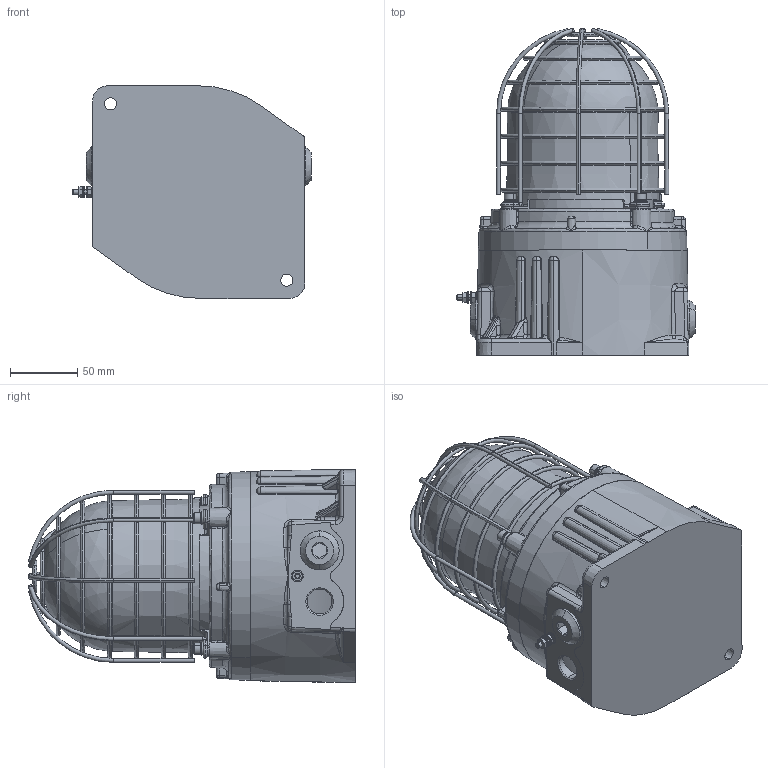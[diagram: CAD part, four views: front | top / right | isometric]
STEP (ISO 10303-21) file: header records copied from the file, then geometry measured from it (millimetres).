
FILE_DESCRIPTION (( 'STEP AP214' ), '1' );
FILE_NAME ('D156-05-001-3D_Issue_1 [GNExB2 for Website].STEP', '2021-12-06T10:17:29', ( '' ), ( '' ), 'SwSTEP 2.0', 'SolidWorks 2021', '' );
FILE_SCHEMA (( 'AUTOMOTIVE_DESIGN' ));
Length unit declared in the file: millimetre
Products named in the file (1): D156-05-001-3D_Issue_1 [GNExB2 for Website]
Bounding box: 176.98 x 242.48 x 158.53 mm (x, y, z)
Volume: 3040615.3 mm3; surface area: 302050.5 mm2
Topology: 45 solids, 45 shells, 1147 faces, 2657 edges, 1548 vertices
Faces by surface type: cylinder 281, bspline 252, plane 243, torus 225, cone 134, sphere 12
Entity records: 54850 total; most frequent: CARTESIAN_POINT 17637, ORIENTED_EDGE 5194, DIRECTION 4895, EDGE_CURVE 2597, AXIS2_PLACEMENT_3D 2116, VERTEX_POINT 1548, CIRCLE 1220, EDGE_LOOP 1203
